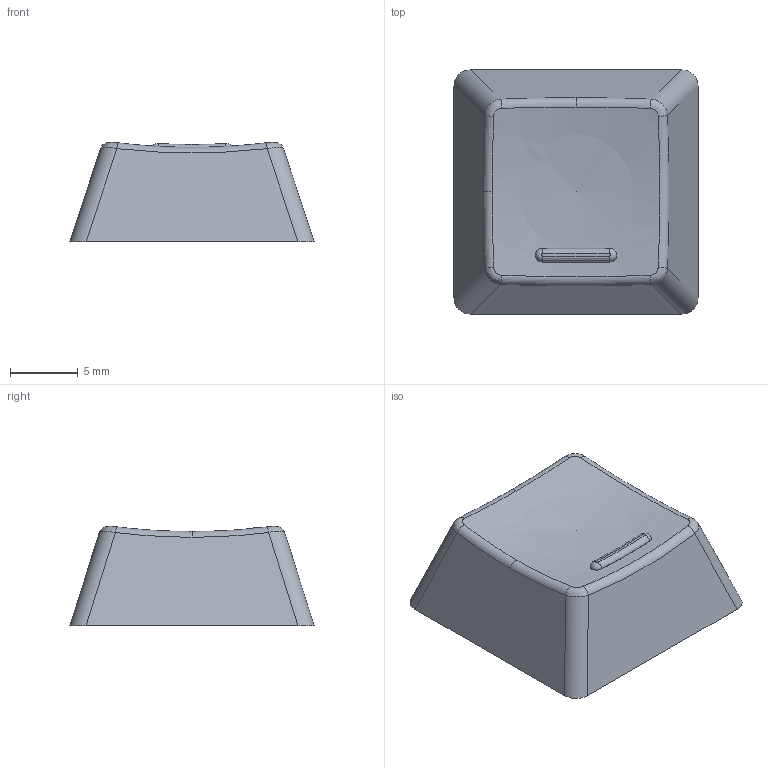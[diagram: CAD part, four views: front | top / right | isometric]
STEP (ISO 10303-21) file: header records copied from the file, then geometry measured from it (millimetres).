
FILE_DESCRIPTION(('HOOPS Exchange Step'),'2;1');
FILE_NAME('temp_export','2023-12-18T18:52:27-05:00',('jscotto'),('Shapr3D Limited'),'HOOPS Exchange 2023.2','Shapr3D','Authorized');
FILE_SCHEMA( ('AUTOMOTIVE_DESIGN { 1 0 10303 214 1 1 1 1 }') );
Length unit declared in the file: millimetre
Products named in the file (1): 1.00u (Homing Bar)
Bounding box: 18 x 18 x 7.31 mm (x, y, z)
Volume: 955.7 mm3; surface area: 1246.7 mm2
Topology: 1 solids, 1 shells, 61 faces, 145 edges, 89 vertices
Faces by surface type: plane 36, bspline 12, torus 6, cylinder 5, sphere 2
Full cylindrical faces by diameter (mm): 5.8 x1
Entity records: 4834 total; most frequent: CARTESIAN_POINT 3459, ORIENTED_EDGE 288, DIRECTION 257, EDGE_CURVE 144, VERTEX_POINT 89, VECTOR 89, LINE 89, AXIS2_PLACEMENT_3D 84
